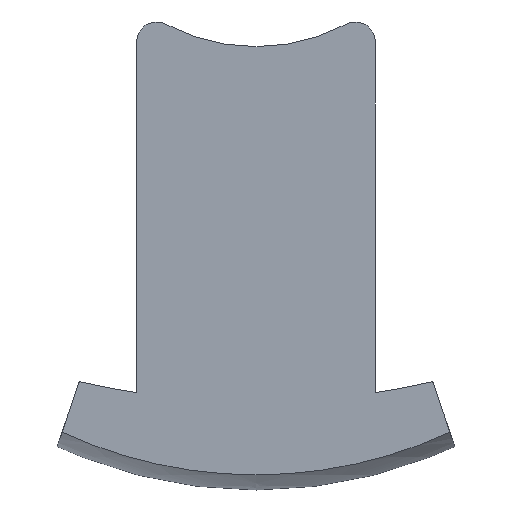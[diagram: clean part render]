
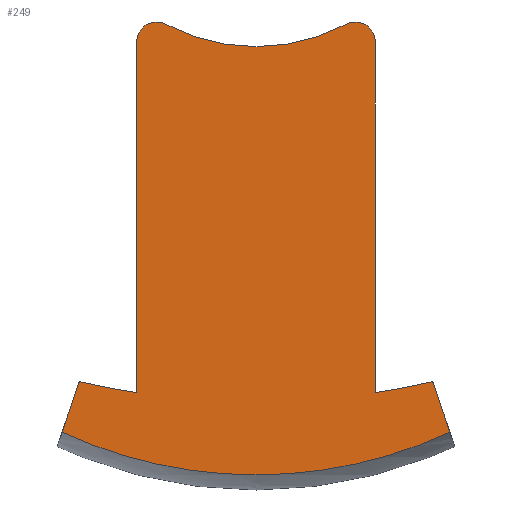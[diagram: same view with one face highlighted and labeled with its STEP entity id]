
A CAD part, left-side view. The second image highlights one B-rep face of the part: STEP entity #249.
In plain terms, the highlighted planar face has unit normal (-1, 0, 0).
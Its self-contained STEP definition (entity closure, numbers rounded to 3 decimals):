
#52=PLANE('',#290);
#60=FACE_OUTER_BOUND('',#72,.T.);
#72=EDGE_LOOP('',(#200,#201,#202,#203,#204,#205,#206,#207,#208,#209,#210));
#86=LINE('',#456,#98);
#89=LINE('',#467,#101);
#90=LINE('',#471,#102);
#91=LINE('',#477,#103);
#98=VECTOR('',#350,10.);
#101=VECTOR('',#363,10.);
#102=VECTOR('',#366,10.);
#103=VECTOR('',#371,10.);
#105=CIRCLE('',#279,5.);
#112=CIRCLE('',#289,5.);
#113=CIRCLE('',#291,48.5);
#114=CIRCLE('',#292,197.737);
#115=CIRCLE('',#293,116.19);
#116=CIRCLE('',#294,116.19);
#117=CIRCLE('',#295,197.737);
#126=VERTEX_POINT('',#431);
#127=VERTEX_POINT('',#433);
#136=VERTEX_POINT('',#455);
#137=VERTEX_POINT('',#459);
#138=VERTEX_POINT('',#461);
#139=VERTEX_POINT('',#466);
#140=VERTEX_POINT('',#468);
#141=VERTEX_POINT('',#470);
#142=VERTEX_POINT('',#472);
#143=VERTEX_POINT('',#474);
#144=VERTEX_POINT('',#476);
#148=EDGE_CURVE('',#126,#127,#105,.T.);
#159=EDGE_CURVE('',#127,#136,#86,.T.);
#162=EDGE_CURVE('',#137,#138,#112,.T.);
#164=EDGE_CURVE('',#138,#126,#113,.T.);
#165=EDGE_CURVE('',#137,#139,#89,.T.);
#166=EDGE_CURVE('',#140,#139,#114,.T.);
#167=EDGE_CURVE('',#141,#140,#90,.T.);
#168=EDGE_CURVE('',#142,#141,#115,.T.);
#169=EDGE_CURVE('',#143,#142,#116,.T.);
#170=EDGE_CURVE('',#144,#143,#91,.T.);
#171=EDGE_CURVE('',#136,#144,#117,.T.);
#200=ORIENTED_EDGE('',*,*,#148,.F.);
#201=ORIENTED_EDGE('',*,*,#164,.F.);
#202=ORIENTED_EDGE('',*,*,#162,.F.);
#203=ORIENTED_EDGE('',*,*,#165,.T.);
#204=ORIENTED_EDGE('',*,*,#166,.F.);
#205=ORIENTED_EDGE('',*,*,#167,.F.);
#206=ORIENTED_EDGE('',*,*,#168,.F.);
#207=ORIENTED_EDGE('',*,*,#169,.F.);
#208=ORIENTED_EDGE('',*,*,#170,.F.);
#209=ORIENTED_EDGE('',*,*,#171,.F.);
#210=ORIENTED_EDGE('',*,*,#159,.F.);
#249=ADVANCED_FACE('',(#60),#52,.F.);
#279=AXIS2_PLACEMENT_3D('',#434,#329,#330);
#289=AXIS2_PLACEMENT_3D('',#462,#356,#357);
#290=AXIS2_PLACEMENT_3D('',#464,#359,#360);
#291=AXIS2_PLACEMENT_3D('',#465,#361,#362);
#292=AXIS2_PLACEMENT_3D('',#469,#364,#365);
#293=AXIS2_PLACEMENT_3D('',#473,#367,#368);
#294=AXIS2_PLACEMENT_3D('',#475,#369,#370);
#295=AXIS2_PLACEMENT_3D('',#478,#372,#373);
#329=DIRECTION('center_axis',(1.,0.,0.));
#330=DIRECTION('ref_axis',(0.,-0.516,0.857));
#350=DIRECTION('',(0.,0.,-1.));
#356=DIRECTION('center_axis',(1.,0.,0.));
#357=DIRECTION('ref_axis',(0.,0.516,0.857));
#359=DIRECTION('center_axis',(1.,0.,0.));
#360=DIRECTION('ref_axis',(0.,0.,-1.));
#361=DIRECTION('center_axis',(-1.,0.,0.));
#362=DIRECTION('ref_axis',(0.,1.,0.));
#363=DIRECTION('',(0.,0.,-1.));
#364=DIRECTION('center_axis',(-1.,0.,0.));
#365=DIRECTION('ref_axis',(0.,0.,1.));
#366=DIRECTION('',(0.,-0.323,0.946));
#367=DIRECTION('center_axis',(1.,0.,0.));
#368=DIRECTION('ref_axis',(0.,0.,1.));
#369=DIRECTION('center_axis',(1.,0.,0.));
#370=DIRECTION('ref_axis',(0.,0.,1.));
#371=DIRECTION('',(0.,-0.323,-0.946));
#372=DIRECTION('center_axis',(-1.,0.,0.));
#373=DIRECTION('ref_axis',(0.,0.,1.));
#431=CARTESIAN_POINT('',(-30.,-22.664,-42.879));
#433=CARTESIAN_POINT('',(-30.,-30.,-47.3));
#434=CARTESIAN_POINT('Origin',(-30.,-25.,-47.3));
#455=CARTESIAN_POINT('',(-30.,-30.,-135.503));
#456=CARTESIAN_POINT('',(-30.,-30.,-140.055));
#459=CARTESIAN_POINT('',(-30.,30.,-47.3));
#461=CARTESIAN_POINT('',(-30.,22.664,-42.879));
#462=CARTESIAN_POINT('Origin',(-30.,25.,-47.3));
#464=CARTESIAN_POINT('Origin',(-30.,0.,0.));
#465=CARTESIAN_POINT('Origin',(-30.,0.,0.));
#466=CARTESIAN_POINT('',(-30.,30.,-135.503));
#467=CARTESIAN_POINT('',(-30.,30.,-140.055));
#468=CARTESIAN_POINT('',(-30.,44.423,-132.738));
#469=CARTESIAN_POINT('Origin',(-30.,0.,59.945));
#470=CARTESIAN_POINT('',(-30.,48.763,-145.462));
#471=CARTESIAN_POINT('',(-30.,-0.77,-0.263));
#472=CARTESIAN_POINT('',(-30.,0.,-156.19));
#473=CARTESIAN_POINT('Origin',(-30.,0.,-40.));
#474=CARTESIAN_POINT('',(-30.,-48.763,-145.462));
#475=CARTESIAN_POINT('Origin',(-30.,0.,-40.));
#476=CARTESIAN_POINT('',(-30.,-44.423,-132.738));
#477=CARTESIAN_POINT('',(-30.,0.77,-0.263));
#478=CARTESIAN_POINT('Origin',(-30.,0.,59.945));
